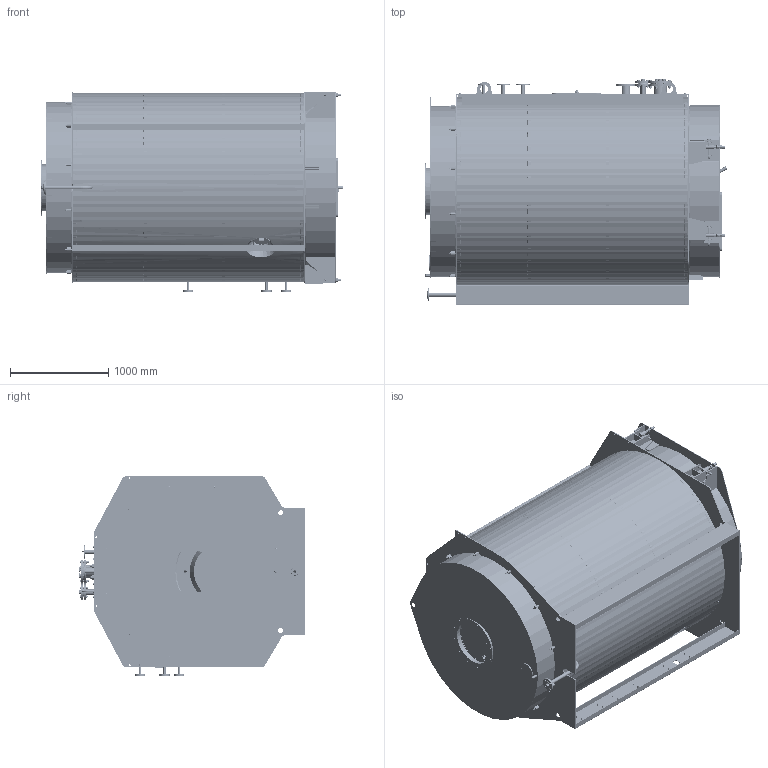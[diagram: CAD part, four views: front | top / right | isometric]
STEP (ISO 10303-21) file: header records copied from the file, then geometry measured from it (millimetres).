
FILE_DESCRIPTION(/* description */ ('','CAx-IF Rec.Pracs.---Representation and Presentation of Product Manufacturing Information (PMI)---4.0---2014-10-13'),/* implementation_level */ '2;1');
FILE_NAME(/* name */ 'SL2500 Общий вид СБ.stp',/* time_stamp */ '2022-05-16T16:06:58+07:00',/* author */ ('verutin'),/* organization */ (''),/* preprocessor_version */ 'ST-DEVELOPER v18',/* originating_system */ 'Autodesk Inventor 2020',/* authorisation */ '');
FILE_SCHEMA (('AP242_MANAGED_MODEL_BASED_3D_ENGINEERING_MIM_LF { 1 0 10303 442 1 1 4 }'));
Length unit declared in the file: millimetre
Products named in the file (169): SL2500 Общий вид 
СБ-01; SL.100.01.026CБ; 100.01.066; 01.01.025; 400.01.024СБ-02; 03.01.014-02; SL.03.01.008; 400.01.028СБ-03; 03.01.017-03; Фланец 1-125(А)-
16-1 ГОСТ 12820-80; 05.01.179; 400.01.021СБ-03; 400.01.021-03; 400.01.029СБ-02; 400.01.029-02; 400.01.029СБ-01; 400.01.029-01; Фланец 1-20-16-1 ГОСТ 
12820-80; WL.03.01.001; -05; -04; 05.01.218; Фланец 1-50-16 ГОСТ 
12820-80; 400.01.022СБ-04; 400.01.022-04; Фланец 1-80-16-1 ГОСТ 
12820-80; 500.01.005СБ; 05.01.176; 05.01.1725-04; SL 2000-3000; 400.01.026СБ-04; SL.400.01.011-04; Фланец 1-25-16-1 ГОСТ 
12820-80; 400.01.020СБ-03; 400.01.020-04; Фланец 1-32-16-1 ГОСТ 
12820-80; 400.01.025СБ-04; 03.01.015-04; SL.05.01.033; 05.01.130-02 ...
Assembly tree (639 placements, depth 5):
  SL2500 Общий вид 
СБ-01
    SL.100.01.026CБ
      100.01.066
        01.01.025
        400.01.024СБ-02
          03.01.014-02
          Фланец 1-32-16-1 ГОСТ 
12820-80
        SL.03.01.008
        400.01.028СБ-03
          03.01.017-03
          Фланец 1-125(А)-
16-1 ГОСТ 12820-80
          05.01.179  x2
        400.01.021СБ-03
          400.01.021-03
          Фланец 1-32-16-1 ГОСТ 
12820-80
        400.01.029СБ-02  x2
          400.01.029-02
          Фланец 1-20-16-1 ГОСТ 
12820-80
        400.01.029СБ-01  x3
          400.01.029-01
          Фланец 1-20-16-1 ГОСТ 
12820-80
        WL.03.01.001
        -05
          -04
          05.01.218  x2
          Фланец 1-50-16 ГОСТ 
12820-80
        400.01.022СБ-04
          400.01.022-04
          Фланец 1-80-16-1 ГОСТ 
12820-80
        500.01.005СБ
          05.01.176
          05.01.1725-04  x2
          SL 2000-3000  x2
        400.01.026СБ-04
          SL.400.01.011-04
          Фланец 1-25-16-1 ГОСТ 
12820-80
        400.01.020СБ-03  x2
          400.01.020-04
          Фланец 1-32-16-1 ГОСТ 
12820-80
        400.01.025СБ-04
          03.01.015-04
          SL.05.01.033  x2
      05.01.131  x4
      05.01.137  x4
      SL.05.01.062-02  x4
      SL.05.01.064  x4
      05.01.130-02  x2
      SL.06.01.001-07  x4
      SL.01.01.001-07
      05.01.117  x2
      100.01.083СБ
        05.01.201  x2
        05.01.204  x2
      100.01.086СБ
        05.01.207  x2
        05.01.210  x2
      WL.025.01.025  x12
      05.01.134  x4
      05.01.213  x2
      SL.400.01.013CБ
Bounding box: 3086.52 x 2308.5 x 2040 mm (x, y, z)
Volume: 2375741713.8 mm3; surface area: 239788927.8 mm2
Topology: 623 solids, 638 shells, 7902 faces, 21964 edges, 17913 vertices
Faces by surface type: plane 4648, cylinder 2385, cone 589, bspline 165, torus 115
Full cylindrical faces by diameter (mm): 2.459 x4, 2.5 x4, 3.5 x4, 4 x1, 4.917 x3, 5 x4, 5.459 x3, 6 x4, 6.5 x40, 7 x10, 7.5 x3, 7.8 x1, 8 x20, 8.376 x12, 8.7 x3, 8.8 x1, 8.917 x12, 9 x6, 9.188 x12, 10 x119, 10.376 x12, 10.5 x24, 11 x24, 12 x12, 12.917 x4, 13 x36, 13.835 x10, 13.9 x1, 14 x28, 14.917 x8
Entity records: 115140 total; most frequent: CARTESIAN_POINT 33008, DIRECTION 17515, ORIENTED_EDGE 12338, AXIS2_PLACEMENT_3D 7038, EDGE_CURVE 6183, VERTEX_POINT 4201, LINE 3439, VECTOR 3439
